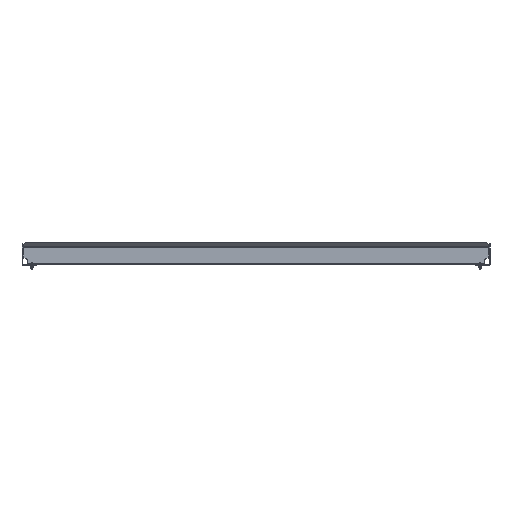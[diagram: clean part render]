
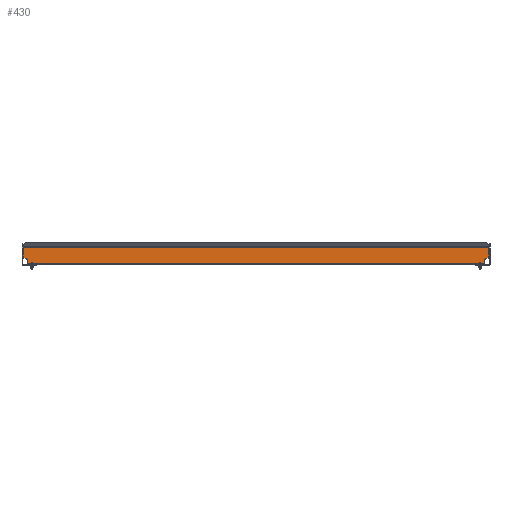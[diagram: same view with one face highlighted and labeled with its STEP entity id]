
A CAD part, front view. The second image highlights one B-rep face of the part: STEP entity #430.
In plain terms, the highlighted face is planar.
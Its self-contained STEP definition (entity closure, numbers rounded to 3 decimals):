
#163 = VERTEX_POINT ( 'NONE', #6339 ) ;
#218 = VECTOR ( 'NONE', #3572, 1000. ) ;
#407 = LINE ( 'NONE', #6088, #2349 ) ;
#430 = ADVANCED_FACE ( 'NONE', ( #873 ), #1059, .T. ) ;
#440 = EDGE_CURVE ( 'NONE', #1056, #6615, #6978, .T. ) ;
#477 = CARTESIAN_POINT ( 'NONE',  ( -369., 0., 27.515 ) ) ;
#649 = DIRECTION ( 'NONE',  ( 0., 0., 1. ) ) ;
#652 = VERTEX_POINT ( 'NONE', #3120 ) ;
#873 = FACE_OUTER_BOUND ( 'NONE', #5867, .T. ) ;
#892 = VERTEX_POINT ( 'NONE', #2370 ) ;
#1056 = VERTEX_POINT ( 'NONE', #477 ) ;
#1058 = ORIENTED_EDGE ( 'NONE', *, *, #10538, .T. ) ;
#1059 = PLANE ( 'NONE',  #6135 ) ;
#1091 = DIRECTION ( 'NONE',  ( -1., 0., 0. ) ) ;
#1162 = ORIENTED_EDGE ( 'NONE', *, *, #3038, .T. ) ;
#1258 = ORIENTED_EDGE ( 'NONE', *, *, #7623, .T. ) ;
#1533 = VERTEX_POINT ( 'NONE', #7137 ) ;
#1863 = CARTESIAN_POINT ( 'NONE',  ( -369., 0., 10.8 ) ) ;
#1885 = ORIENTED_EDGE ( 'NONE', *, *, #5371, .T. ) ;
#2152 = CARTESIAN_POINT ( 'NONE',  ( -366.25, 0., 7.55 ) ) ;
#2349 = VECTOR ( 'NONE', #1091, 1000. ) ;
#2370 = CARTESIAN_POINT ( 'NONE',  ( 363., 0., 7.55 ) ) ;
#2428 = EDGE_CURVE ( 'NONE', #6313, #892, #4850, .T. ) ;
#3038 = EDGE_CURVE ( 'NONE', #8007, #892, #4974, .T. ) ;
#3120 = CARTESIAN_POINT ( 'NONE',  ( -366.25, 0., 10.8 ) ) ;
#3293 = DIRECTION ( 'NONE',  ( 0., 0., 1. ) ) ;
#3330 = CARTESIAN_POINT ( 'NONE',  ( 366.25, 0., 10.8 ) ) ;
#3472 = CARTESIAN_POINT ( 'NONE',  ( 369., 0., 1.8 ) ) ;
#3547 = CARTESIAN_POINT ( 'NONE',  ( -369., 0., 27.929 ) ) ;
#3572 = DIRECTION ( 'NONE',  ( -1., 0., 0. ) ) ;
#3575 = VECTOR ( 'NONE', #6497, 1000. ) ;
#3810 = EDGE_CURVE ( 'NONE', #652, #6615, #9237, .T. ) ;
#4173 = DIRECTION ( 'NONE',  ( -1., 0., 0. ) ) ;
#4518 = ORIENTED_EDGE ( 'NONE', *, *, #3810, .T. ) ;
#4850 = LINE ( 'NONE', #8346, #9514 ) ;
#4888 = VERTEX_POINT ( 'NONE', #5125 ) ;
#4894 = ORIENTED_EDGE ( 'NONE', *, *, #6152, .F. ) ;
#4974 = CIRCLE ( 'NONE', #5951, 3.25 ) ;
#4997 = VERTEX_POINT ( 'NONE', #7491 ) ;
#5125 = CARTESIAN_POINT ( 'NONE',  ( -363., 0., 1.8 ) ) ;
#5237 = DIRECTION ( 'NONE',  ( 0., 0., -1. ) ) ;
#5269 = CARTESIAN_POINT ( 'NONE',  ( 369., 0., 27.929 ) ) ;
#5357 = AXIS2_PLACEMENT_3D ( 'NONE', #2152, #8816, #7888 ) ;
#5371 = EDGE_CURVE ( 'NONE', #4888, #4997, #7004, .T. ) ;
#5859 = ORIENTED_EDGE ( 'NONE', *, *, #2428, .F. ) ;
#5867 = EDGE_LOOP ( 'NONE', ( #1885, #10555, #4518, #6151, #4894, #10746, #1258, #1162, #5859, #1058 ) ) ;
#5951 = AXIS2_PLACEMENT_3D ( 'NONE', #6925, #6994, #10259 ) ;
#6088 = CARTESIAN_POINT ( 'NONE',  ( 363., 0., 10.8 ) ) ;
#6135 = AXIS2_PLACEMENT_3D ( 'NONE', #5269, #6855, #10120 ) ;
#6151 = ORIENTED_EDGE ( 'NONE', *, *, #440, .F. ) ;
#6152 = EDGE_CURVE ( 'NONE', #1533, #1056, #7827, .T. ) ;
#6313 = VERTEX_POINT ( 'NONE', #9077 ) ;
#6339 = CARTESIAN_POINT ( 'NONE',  ( 369., 0., 10.8 ) ) ;
#6497 = DIRECTION ( 'NONE',  ( 0., 0., -1. ) ) ;
#6509 = CIRCLE ( 'NONE', #5357, 3.25 ) ;
#6615 = VERTEX_POINT ( 'NONE', #1863 ) ;
#6855 = DIRECTION ( 'NONE',  ( 0., 1., 0. ) ) ;
#6925 = CARTESIAN_POINT ( 'NONE',  ( 366.25, 0., 7.55 ) ) ;
#6978 = LINE ( 'NONE', #3547, #9816 ) ;
#6994 = DIRECTION ( 'NONE',  ( 0., -1., 0. ) ) ;
#7004 = LINE ( 'NONE', #9717, #7891 ) ;
#7137 = CARTESIAN_POINT ( 'NONE',  ( 369., 0., 27.515 ) ) ;
#7176 = CARTESIAN_POINT ( 'NONE',  ( 369., 0., 27.929 ) ) ;
#7461 = CARTESIAN_POINT ( 'NONE',  ( 369., 0., 27.515 ) ) ;
#7491 = CARTESIAN_POINT ( 'NONE',  ( -363., 0., 7.55 ) ) ;
#7623 = EDGE_CURVE ( 'NONE', #163, #8007, #407, .T. ) ;
#7827 = LINE ( 'NONE', #7461, #10036 ) ;
#7888 = DIRECTION ( 'NONE',  ( 0., 0., 1. ) ) ;
#7891 = VECTOR ( 'NONE', #649, 1000. ) ;
#8007 = VERTEX_POINT ( 'NONE', #3330 ) ;
#8346 = CARTESIAN_POINT ( 'NONE',  ( 363., 0., -0.001 ) ) ;
#8549 = LINE ( 'NONE', #7176, #3575 ) ;
#8615 = DIRECTION ( 'NONE',  ( -1., 0., 0. ) ) ;
#8816 = DIRECTION ( 'NONE',  ( 0., -1., 0. ) ) ;
#9069 = LINE ( 'NONE', #3472, #218 ) ;
#9077 = CARTESIAN_POINT ( 'NONE',  ( 363., 0., 1.8 ) ) ;
#9237 = LINE ( 'NONE', #9374, #10378 ) ;
#9356 = EDGE_CURVE ( 'NONE', #4997, #652, #6509, .T. ) ;
#9374 = CARTESIAN_POINT ( 'NONE',  ( -363., 0., 10.8 ) ) ;
#9514 = VECTOR ( 'NONE', #3293, 1000. ) ;
#9717 = CARTESIAN_POINT ( 'NONE',  ( -363., 0., -0.001 ) ) ;
#9816 = VECTOR ( 'NONE', #5237, 1000. ) ;
#10036 = VECTOR ( 'NONE', #4173, 1000. ) ;
#10120 = DIRECTION ( 'NONE',  ( 0., 0., 1. ) ) ;
#10259 = DIRECTION ( 'NONE',  ( 0., 0., 1. ) ) ;
#10378 = VECTOR ( 'NONE', #8615, 1000. ) ;
#10392 = EDGE_CURVE ( 'NONE', #1533, #163, #8549, .T. ) ;
#10538 = EDGE_CURVE ( 'NONE', #6313, #4888, #9069, .T. ) ;
#10555 = ORIENTED_EDGE ( 'NONE', *, *, #9356, .T. ) ;
#10746 = ORIENTED_EDGE ( 'NONE', *, *, #10392, .T. ) ;
